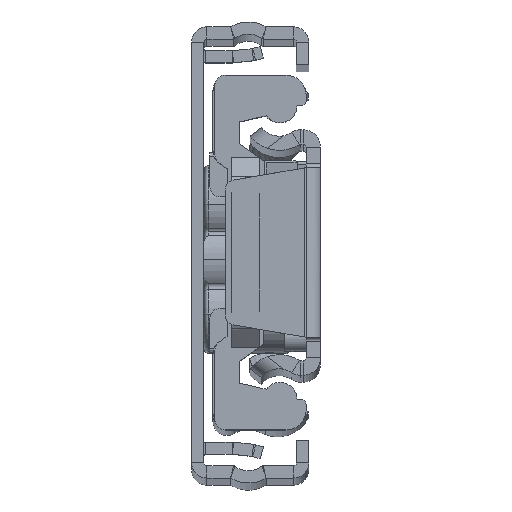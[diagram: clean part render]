
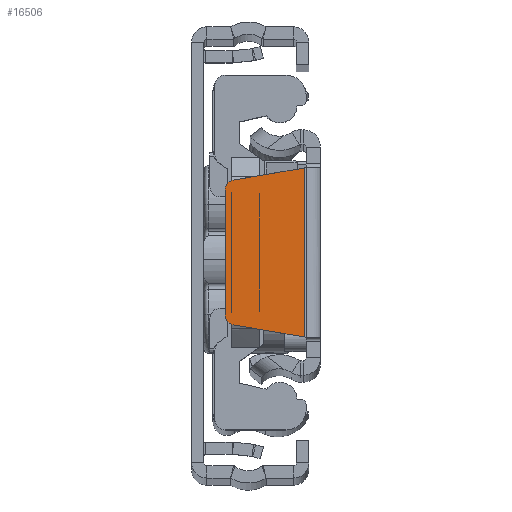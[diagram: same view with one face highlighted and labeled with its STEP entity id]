
A CAD part, top view. The second image highlights one B-rep face of the part: STEP entity #16506.
In plain terms, the highlighted planar face has unit normal (0, 0, 1).
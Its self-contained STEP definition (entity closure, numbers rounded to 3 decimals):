
#31 = DIRECTION ( 'NONE',  ( 0.986, 0.168, 0. ) ) ;
#128 = DIRECTION ( 'NONE',  ( -0.986, 0.168, 0. ) ) ;
#340 = VERTEX_POINT ( 'NONE', #13952 ) ;
#460 = CARTESIAN_POINT ( 'NONE',  ( -1.6, 8.333, 0. ) ) ;
#605 = PLANE ( 'NONE',  #18804 ) ;
#2793 = VECTOR ( 'NONE', #128, 1000. ) ;
#3134 = ORIENTED_EDGE ( 'NONE', *, *, #3684, .F. ) ;
#3684 = EDGE_CURVE ( 'NONE', #9965, #340, #13467, .T. ) ;
#3895 = FACE_OUTER_BOUND ( 'NONE', #8589, .T. ) ;
#3915 = VERTEX_POINT ( 'NONE', #4359 ) ;
#3991 = LINE ( 'NONE', #16147, #21212 ) ;
#4280 = CARTESIAN_POINT ( 'NONE',  ( -8.568, 7.142, 0. ) ) ;
#4359 = CARTESIAN_POINT ( 'NONE',  ( -1.6, -8.333, 0. ) ) ;
#4380 = AXIS2_PLACEMENT_3D ( 'NONE', #10702, #9062, #17360 ) ;
#4556 = DIRECTION ( 'NONE',  ( 0., 0., -1. ) ) ;
#4964 = CARTESIAN_POINT ( 'NONE',  ( -8.568, -7.142, 0. ) ) ;
#5131 = VERTEX_POINT ( 'NONE', #4280 ) ;
#5528 = EDGE_CURVE ( 'NONE', #10738, #5131, #20048, .T. ) ;
#5956 = DIRECTION ( 'NONE',  ( -1., 0., 0. ) ) ;
#6060 = DIRECTION ( 'NONE',  ( 0., -1., 0. ) ) ;
#6079 = VECTOR ( 'NONE', #15853, 1000. ) ;
#6741 = EDGE_CURVE ( 'NONE', #340, #10738, #15636, .T. ) ;
#7831 = DIRECTION ( 'NONE',  ( -1., 0., 0. ) ) ;
#8589 = EDGE_LOOP ( 'NONE', ( #13894, #20799, #15852, #14597, #3134, #13699 ) ) ;
#9062 = DIRECTION ( 'NONE',  ( 0., 0., -1. ) ) ;
#9174 = EDGE_CURVE ( 'NONE', #3915, #9965, #16769, .T. ) ;
#9375 = CARTESIAN_POINT ( 'NONE',  ( -8.4, 6.156, 0. ) ) ;
#9847 = VECTOR ( 'NONE', #31, 1000. ) ;
#9965 = VERTEX_POINT ( 'NONE', #18030 ) ;
#10287 = EDGE_CURVE ( 'NONE', #5131, #19636, #18412, .T. ) ;
#10702 = CARTESIAN_POINT ( 'NONE',  ( -8.4, -6.156, 0. ) ) ;
#10738 = VERTEX_POINT ( 'NONE', #18785 ) ;
#10940 = CARTESIAN_POINT ( 'NONE',  ( -9.4, 6.156, 0. ) ) ;
#12774 = CARTESIAN_POINT ( 'NONE',  ( -8.4, 6.156, 0. ) ) ;
#13467 = CIRCLE ( 'NONE', #4380, 1. ) ;
#13699 = ORIENTED_EDGE ( 'NONE', *, *, #9174, .F. ) ;
#13894 = ORIENTED_EDGE ( 'NONE', *, *, #20577, .F. ) ;
#13952 = CARTESIAN_POINT ( 'NONE',  ( -9.4, -6.156, 0. ) ) ;
#14597 = ORIENTED_EDGE ( 'NONE', *, *, #6741, .F. ) ;
#15636 = LINE ( 'NONE', #10940, #6079 ) ;
#15852 = ORIENTED_EDGE ( 'NONE', *, *, #5528, .F. ) ;
#15853 = DIRECTION ( 'NONE',  ( 0., 1., 0. ) ) ;
#16147 = CARTESIAN_POINT ( 'NONE',  ( -1.6, -8.333, 0. ) ) ;
#16506 = ADVANCED_FACE ( 'NONE', ( #3895 ), #605, .F. ) ;
#16769 = LINE ( 'NONE', #4964, #2793 ) ;
#16773 = CARTESIAN_POINT ( 'NONE',  ( -1.5, 8.35, 0. ) ) ;
#17360 = DIRECTION ( 'NONE',  ( -1., 0., 0. ) ) ;
#18030 = CARTESIAN_POINT ( 'NONE',  ( -8.568, -7.142, 0. ) ) ;
#18412 = LINE ( 'NONE', #16773, #9847 ) ;
#18659 = AXIS2_PLACEMENT_3D ( 'NONE', #12774, #4556, #7831 ) ;
#18785 = CARTESIAN_POINT ( 'NONE',  ( -9.4, 6.156, 0. ) ) ;
#18804 = AXIS2_PLACEMENT_3D ( 'NONE', #9375, #20965, #5956 ) ;
#19636 = VERTEX_POINT ( 'NONE', #460 ) ;
#20048 = CIRCLE ( 'NONE', #18659, 1. ) ;
#20577 = EDGE_CURVE ( 'NONE', #19636, #3915, #3991, .T. ) ;
#20799 = ORIENTED_EDGE ( 'NONE', *, *, #10287, .F. ) ;
#20965 = DIRECTION ( 'NONE',  ( 0., 0., -1. ) ) ;
#21212 = VECTOR ( 'NONE', #6060, 1000. ) ;
